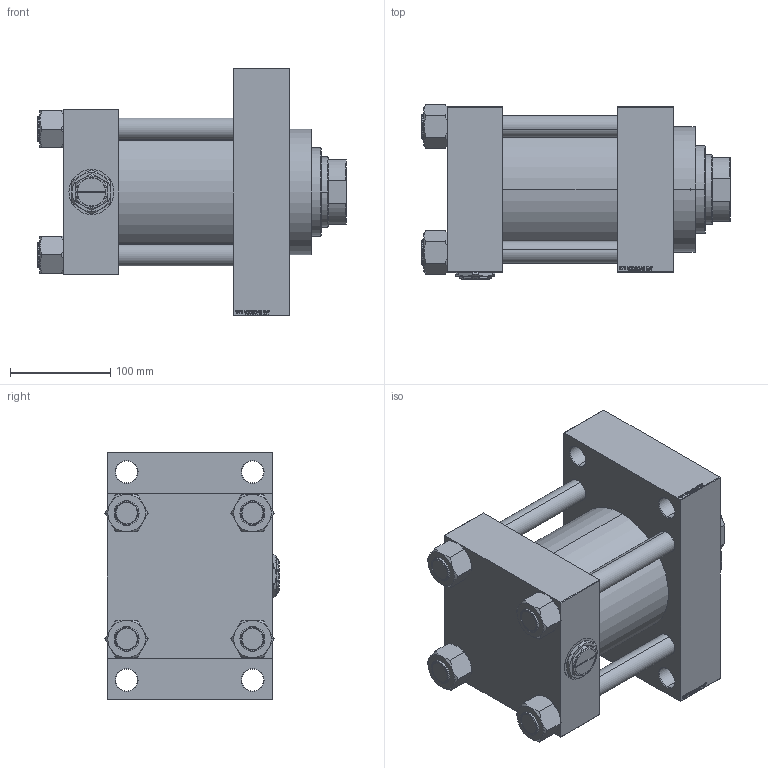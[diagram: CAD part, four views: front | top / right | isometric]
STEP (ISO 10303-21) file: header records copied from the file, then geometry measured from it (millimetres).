
FILE_DESCRIPTION (( 'STEP AP203' ), '1' );
FILE_NAME ('8dec.STEP', '2022-04-16T01:10:40', ( '' ), ( '' ), 'SwSTEP 2.0', 'SolidWorks 2019', '' );
FILE_SCHEMA (( 'CONFIG_CONTROL_DESIGN' ));
Length unit declared in the file: millimetre
Products named in the file (7): V215CR_VCP_D c110de01e5a0ba01bae2b467d77282f4; 8dec; V215CR_D_TYCINKA c110de01e5a0ba01bae2b467d77282f4; V215_VC_A c110de01e5a0ba01bae2b467d77282f4; V215CR_D_Body c110de01e5a0ba01bae2b467d77282f4; Zatka_pro_OIL_PORT c110de01e5a0ba01bae2b467d77282f4; NUT_M5_D c110de01e5a0ba01bae2b467d77282f4
Assembly tree (12 placements, depth 2):
  8dec
    V215CR_D_Body c110de01e5a0ba01bae2b467d77282f4
    V215CR_VCP_D c110de01e5a0ba01bae2b467d77282f4
    NUT_M5_D c110de01e5a0ba01bae2b467d77282f4  x4
    V215CR_D_TYCINKA c110de01e5a0ba01bae2b467d77282f4  x4
    V215_VC_A c110de01e5a0ba01bae2b467d77282f4
    Zatka_pro_OIL_PORT c110de01e5a0ba01bae2b467d77282f4
Bounding box: 308 x 174.07 x 247 mm (x, y, z)
Volume: 5251572 mm3; surface area: 580436.4 mm2
Topology: 12 solids, 12 shells, 1197 faces, 3014 edges, 1955 vertices
Faces by surface type: plane 568, bspline 368, cone 162, cylinder 91, torus 8
Entity records: 49377 total; most frequent: CARTESIAN_POINT 25760, ORIENTED_EDGE 5292, DIRECTION 3466, EDGE_CURVE 2646, VERTEX_POINT 1733, VECTOR 1552, LINE 1552, EDGE_LOOP 1175
